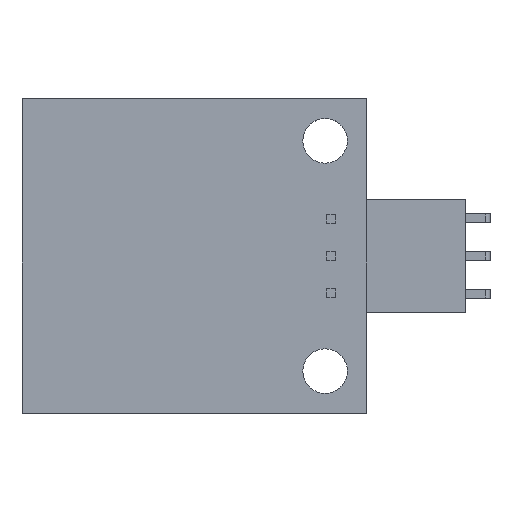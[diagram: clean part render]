
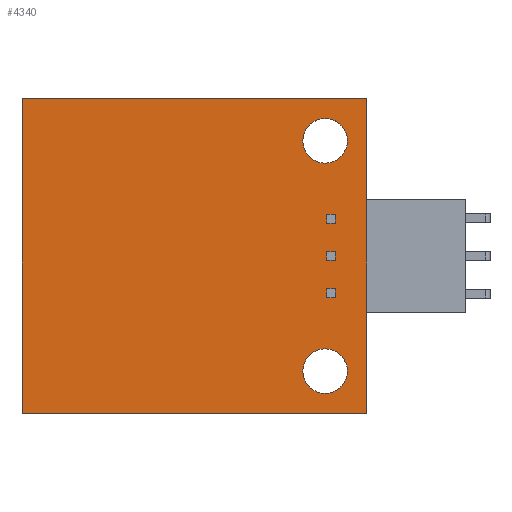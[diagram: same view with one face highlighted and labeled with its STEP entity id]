
A CAD part, top view. The second image highlights one B-rep face of the part: STEP entity #4340.
In plain terms, the highlighted planar face has unit normal (0, 0, 1).
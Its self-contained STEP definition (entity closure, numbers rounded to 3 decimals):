
#4250 = VERTEX_POINT('',#4251);
#4251 = CARTESIAN_POINT('',(-31.4,8.05,7.2));
#4257 = EDGE_CURVE('',#4250,#4258,#4260,.T.);
#4258 = VERTEX_POINT('',#4259);
#4259 = CARTESIAN_POINT('',(-31.4,-13.15,7.2));
#4260 = LINE('',#4261,#4262);
#4261 = CARTESIAN_POINT('',(-31.4,8.05,7.2));
#4262 = VECTOR('',#4263,1.);
#4263 = DIRECTION('',(0.,-1.,0.));
#4281 = VERTEX_POINT('',#4282);
#4282 = CARTESIAN_POINT('',(-8.2,8.05,7.2));
#4288 = EDGE_CURVE('',#4281,#4250,#4289,.T.);
#4289 = LINE('',#4290,#4291);
#4290 = CARTESIAN_POINT('',(-8.2,8.05,7.2));
#4291 = VECTOR('',#4292,1.);
#4292 = DIRECTION('',(-1.,0.,0.));
#4305 = VERTEX_POINT('',#4306);
#4306 = CARTESIAN_POINT('',(-8.2,-13.15,7.2));
#4312 = EDGE_CURVE('',#4305,#4281,#4313,.T.);
#4313 = LINE('',#4314,#4315);
#4314 = CARTESIAN_POINT('',(-8.2,-13.15,7.2));
#4315 = VECTOR('',#4316,1.);
#4316 = DIRECTION('',(0.,1.,0.));
#4329 = EDGE_CURVE('',#4258,#4305,#4330,.T.);
#4330 = LINE('',#4331,#4332);
#4331 = CARTESIAN_POINT('',(-31.4,-13.15,7.2));
#4332 = VECTOR('',#4333,1.);
#4333 = DIRECTION('',(1.,0.,0.));
#4340 = ADVANCED_FACE('',(#4341,#4347,#4367),#4387,.T.);
#4341 = FACE_BOUND('',#4342,.F.);
#4342 = EDGE_LOOP('',(#4343,#4344,#4345,#4346));
#4343 = ORIENTED_EDGE('',*,*,#4257,.F.);
#4344 = ORIENTED_EDGE('',*,*,#4288,.F.);
#4345 = ORIENTED_EDGE('',*,*,#4312,.F.);
#4346 = ORIENTED_EDGE('',*,*,#4329,.F.);
#4347 = FACE_BOUND('',#4348,.F.);
#4348 = EDGE_LOOP('',(#4349,#4360));
#4349 = ORIENTED_EDGE('',*,*,#4350,.T.);
#4350 = EDGE_CURVE('',#4351,#4353,#4355,.T.);
#4351 = VERTEX_POINT('',#4352);
#4352 = CARTESIAN_POINT('',(-9.5,5.2,7.2));
#4353 = VERTEX_POINT('',#4354);
#4354 = CARTESIAN_POINT('',(-12.5,5.2,7.2));
#4355 = CIRCLE('',#4356,1.5);
#4356 = AXIS2_PLACEMENT_3D('',#4357,#4358,#4359);
#4357 = CARTESIAN_POINT('',(-11.,5.2,7.2));
#4358 = DIRECTION('',(0.,0.,1.));
#4359 = DIRECTION('',(1.,0.,0.));
#4360 = ORIENTED_EDGE('',*,*,#4361,.T.);
#4361 = EDGE_CURVE('',#4353,#4351,#4362,.T.);
#4362 = CIRCLE('',#4363,1.5);
#4363 = AXIS2_PLACEMENT_3D('',#4364,#4365,#4366);
#4364 = CARTESIAN_POINT('',(-11.,5.2,7.2));
#4365 = DIRECTION('',(0.,0.,1.));
#4366 = DIRECTION('',(-1.,0.,0.));
#4367 = FACE_BOUND('',#4368,.F.);
#4368 = EDGE_LOOP('',(#4369,#4380));
#4369 = ORIENTED_EDGE('',*,*,#4370,.T.);
#4370 = EDGE_CURVE('',#4371,#4373,#4375,.T.);
#4371 = VERTEX_POINT('',#4372);
#4372 = CARTESIAN_POINT('',(-9.5,-10.3,7.2));
#4373 = VERTEX_POINT('',#4374);
#4374 = CARTESIAN_POINT('',(-12.5,-10.3,7.2));
#4375 = CIRCLE('',#4376,1.5);
#4376 = AXIS2_PLACEMENT_3D('',#4377,#4378,#4379);
#4377 = CARTESIAN_POINT('',(-11.,-10.3,7.2));
#4378 = DIRECTION('',(0.,0.,1.));
#4379 = DIRECTION('',(1.,0.,0.));
#4380 = ORIENTED_EDGE('',*,*,#4381,.T.);
#4381 = EDGE_CURVE('',#4373,#4371,#4382,.T.);
#4382 = CIRCLE('',#4383,1.5);
#4383 = AXIS2_PLACEMENT_3D('',#4384,#4385,#4386);
#4384 = CARTESIAN_POINT('',(-11.,-10.3,7.2));
#4385 = DIRECTION('',(0.,0.,1.));
#4386 = DIRECTION('',(-1.,0.,0.));
#4387 = PLANE('',#4388);
#4388 = AXIS2_PLACEMENT_3D('',#4389,#4390,#4391);
#4389 = CARTESIAN_POINT('',(-19.8,-2.55,7.2));
#4390 = DIRECTION('',(0.,0.,1.));
#4391 = DIRECTION('',(1.,0.,0.));
